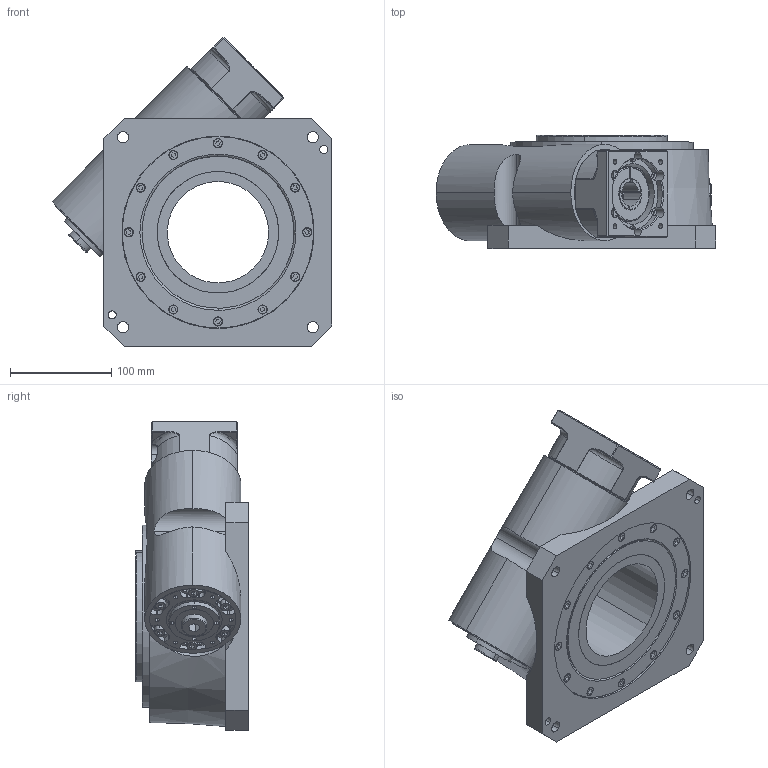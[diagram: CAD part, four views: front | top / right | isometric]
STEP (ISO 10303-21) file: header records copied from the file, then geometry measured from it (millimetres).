
FILE_DESCRIPTION (( 'STEP AP214' ), '1' );
FILE_NAME ('HC90HP-20R-7090-M6-24.STEP', '2022-06-25T02:43:28', ( 'Windows User' ), ( 'P R C' ), 'SwSTEP 2.0', 'SolidWorks 2020', '' );
FILE_SCHEMA (( 'AUTOMOTIVE_DESIGN' ));
Length unit declared in the file: millimetre
Products named in the file (1): HC90HP-20R-7090-M6-24
Bounding box: 276.2 x 111.5 x 304.48 mm (x, y, z)
Surface area: 353963.5 mm2 (no closed solid volume)
Topology: 0 solids, 77 shells, 999 faces, 2851 edges, 1918 vertices
Faces by surface type: plane 508, cylinder 349, torus 109, cone 24, bspline 9
Entity records: 46936 total; most frequent: CARTESIAN_POINT 9338, DIRECTION 5844, ORIENTED_EDGE 4999, EDGE_CURVE 2841, AXIS2_PLACEMENT_3D 2137, VERTEX_POINT 1918, LINE 1570, VECTOR 1570
